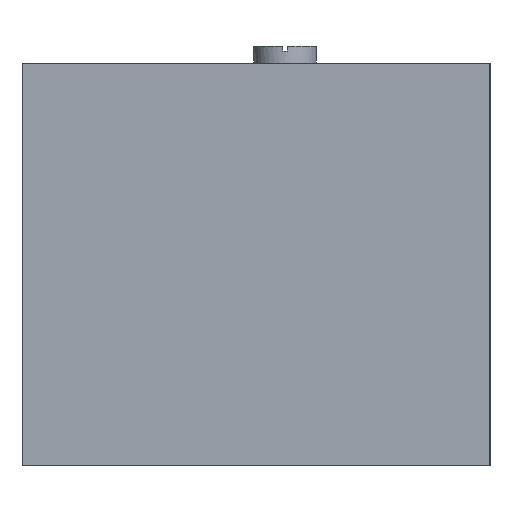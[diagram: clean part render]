
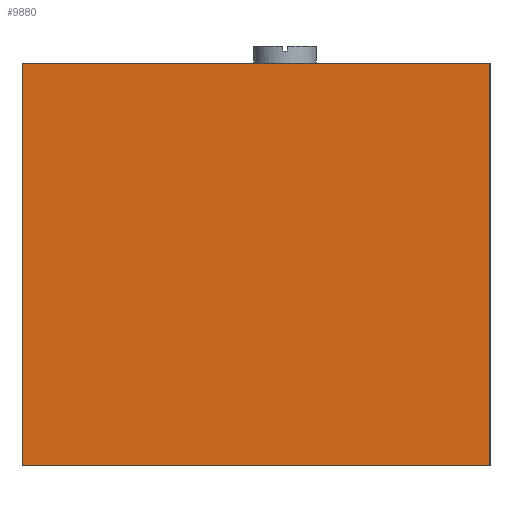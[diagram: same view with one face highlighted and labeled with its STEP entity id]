
A CAD part, left-side view. The second image highlights one B-rep face of the part: STEP entity #9880.
In plain terms, the highlighted planar face has unit normal (-1, 0, 0).
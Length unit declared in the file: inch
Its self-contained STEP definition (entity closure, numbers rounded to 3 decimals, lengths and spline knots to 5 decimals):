
#943 = CARTESIAN_POINT ( 'NONE',  ( -0.875, -0.5, 0.86 ) ) ;
#2406 = EDGE_LOOP ( 'NONE', ( #5353, #7601, #9944, #7593 ) ) ;
#2867 = DIRECTION ( 'NONE',  ( 0., 0., -1. ) ) ;
#3751 = EDGE_CURVE ( 'NONE', #7121, #10239, #14574, .T. ) ;
#4220 = VECTOR ( 'NONE', #11610, 39.37008 ) ;
#4501 = CARTESIAN_POINT ( 'NONE',  ( -0.875, -0.5, 0.86 ) ) ;
#4543 = VECTOR ( 'NONE', #8305, 39.37008 ) ;
#5182 = LINE ( 'NONE', #6533, #9899 ) ;
#5353 = ORIENTED_EDGE ( 'NONE', *, *, #9945, .T. ) ;
#6533 = CARTESIAN_POINT ( 'NONE',  ( -0.875, 0.5, 0.86 ) ) ;
#6759 = CARTESIAN_POINT ( 'NONE',  ( -0.875, -0.5, 0.86 ) ) ;
#6955 = CARTESIAN_POINT ( 'NONE',  ( -0.875, -0.5, 0. ) ) ;
#7033 = PLANE ( 'NONE',  #15916 ) ;
#7121 = VERTEX_POINT ( 'NONE', #11752 ) ;
#7593 = ORIENTED_EDGE ( 'NONE', *, *, #14883, .T. ) ;
#7601 = ORIENTED_EDGE ( 'NONE', *, *, #9313, .F. ) ;
#8305 = DIRECTION ( 'NONE',  ( 0., -1., 0. ) ) ;
#8333 = DIRECTION ( 'NONE',  ( 0., 0., -1. ) ) ;
#9313 = EDGE_CURVE ( 'NONE', #10239, #9337, #10109, .T. ) ;
#9337 = VERTEX_POINT ( 'NONE', #6955 ) ;
#9703 = FACE_OUTER_BOUND ( 'NONE', #2406, .T. ) ;
#9880 = ADVANCED_FACE ( 'NONE', ( #9703 ), #7033, .F. ) ;
#9899 = VECTOR ( 'NONE', #2867, 39.37008 ) ;
#9944 = ORIENTED_EDGE ( 'NONE', *, *, #3751, .F. ) ;
#9945 = EDGE_CURVE ( 'NONE', #11640, #9337, #16252, .T. ) ;
#10109 = LINE ( 'NONE', #4501, #4220 ) ;
#10239 = VERTEX_POINT ( 'NONE', #6759 ) ;
#11031 = CARTESIAN_POINT ( 'NONE',  ( -0.875, -0.5, 0. ) ) ;
#11610 = DIRECTION ( 'NONE',  ( 0., 0., -1. ) ) ;
#11640 = VERTEX_POINT ( 'NONE', #11868 ) ;
#11752 = CARTESIAN_POINT ( 'NONE',  ( -0.875, 0.5, 0.86 ) ) ;
#11868 = CARTESIAN_POINT ( 'NONE',  ( -0.875, 0.5, 0. ) ) ;
#12081 = VECTOR ( 'NONE', #12323, 39.37008 ) ;
#12323 = DIRECTION ( 'NONE',  ( 0., -1., 0. ) ) ;
#13393 = CARTESIAN_POINT ( 'NONE',  ( -0.875, -0.5, 0.86 ) ) ;
#14574 = LINE ( 'NONE', #943, #4543 ) ;
#14785 = DIRECTION ( 'NONE',  ( 1., 0., 0. ) ) ;
#14883 = EDGE_CURVE ( 'NONE', #7121, #11640, #5182, .T. ) ;
#15916 = AXIS2_PLACEMENT_3D ( 'NONE', #13393, #14785, #8333 ) ;
#16252 = LINE ( 'NONE', #11031, #12081 ) ;
